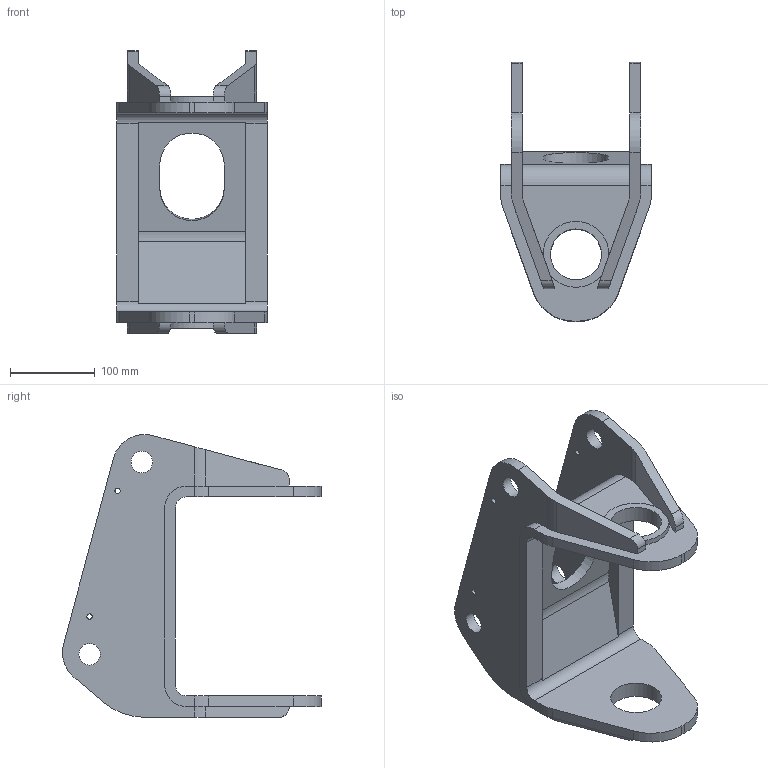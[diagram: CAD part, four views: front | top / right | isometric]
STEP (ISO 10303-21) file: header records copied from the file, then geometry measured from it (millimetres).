
FILE_DESCRIPTION( ( '' ), ' ' );
FILE_NAME( '5dabfd81ff55951583ae6713.step', '2019-10-20T06:24:01', ( '' ), ( '' ), ' ', ' ', ' ' );
FILE_SCHEMA( ( 'AUTOMOTIVE_DESIGN { 1 0 10303 214 1 1 1 1 }' ) );
Length unit declared in the file: metre
Products named in the file (1): Hip
Bounding box: 177.8 x 305.75 x 333.89 mm (x, y, z)
Volume: 1921178.2 mm3; surface area: 340030.3 mm2
Topology: 1 solids, 1 shells, 102 faces, 308 edges, 208 vertices
Faces by surface type: cylinder 52, plane 50
Full cylindrical faces by diameter (mm): 6.35 x4, 25.4 x4, 60 x2
Entity records: 4258 total; most frequent: DIRECTION 604, CARTESIAN_POINT 593, ORIENTED_EDGE 580, EDGE_CURVE 290, AXIS2_PLACEMENT_3D 211, VERTEX_POINT 200, LINE 182, VECTOR 182
